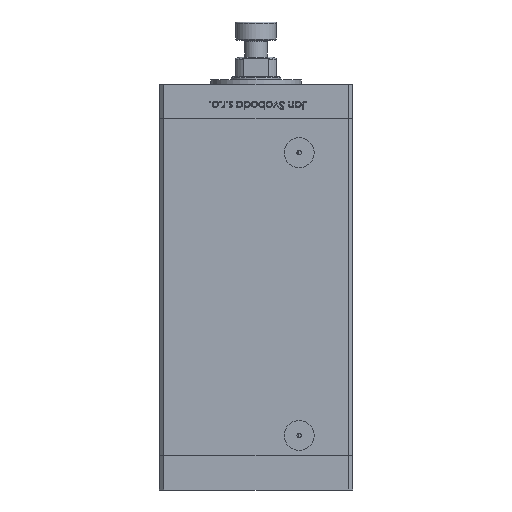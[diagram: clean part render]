
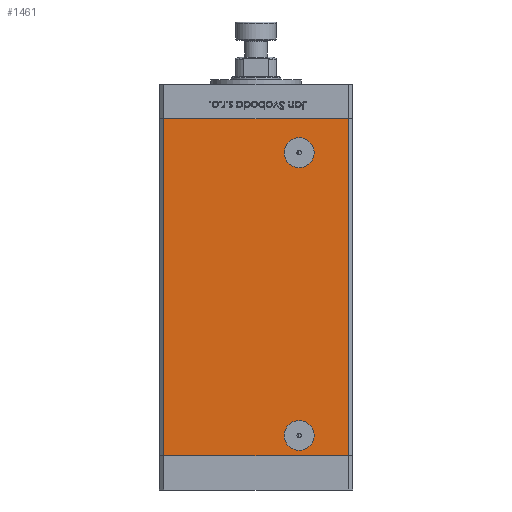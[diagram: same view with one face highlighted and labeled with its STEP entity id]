
A CAD part, front view. The second image highlights one B-rep face of the part: STEP entity #1461.
In plain terms, the highlighted planar face has unit normal (0, -1, 0).
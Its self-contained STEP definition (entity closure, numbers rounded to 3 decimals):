
#163 = DIRECTION ( 'NONE',  ( 0., 0., -1. ) ) ;
#424 = VECTOR ( 'NONE', #9339, 1000. ) ;
#506 = CARTESIAN_POINT ( 'NONE',  ( -40.5, -37.5, 148.5 ) ) ;
#1279 = EDGE_CURVE ( 'NONE', #4687, #4495, #2695, .T. ) ;
#1336 = LINE ( 'NONE', #9074, #424 ) ;
#1461 = ADVANCED_FACE ( 'NONE', ( #25531, #49290, #4252 ), #29009, .F. ) ;
#2432 = DIRECTION ( 'NONE',  ( 1., 0., 0. ) ) ;
#2695 = LINE ( 'NONE', #10419, #50781 ) ;
#4252 = FACE_BOUND ( 'NONE', #34772, .T. ) ;
#4495 = VERTEX_POINT ( 'NONE', #52062 ) ;
#4687 = VERTEX_POINT ( 'NONE', #34661 ) ;
#4797 = EDGE_LOOP ( 'NONE', ( #40037, #20847, #27417, #21098 ) ) ;
#5250 = DIRECTION ( 'NONE',  ( 0., 0., -1. ) ) ;
#6851 = DIRECTION ( 'NONE',  ( 0., 0., -1. ) ) ;
#7498 = AXIS2_PLACEMENT_3D ( 'NONE', #40723, #28708, #21255 ) ;
#7858 = LINE ( 'NONE', #28611, #34432 ) ;
#8214 = EDGE_CURVE ( 'NONE', #17280, #41914, #25235, .T. ) ;
#8279 = CIRCLE ( 'NONE', #51713, 6.58 ) ;
#9074 = CARTESIAN_POINT ( 'NONE',  ( 40.5, -37.5, 148.5 ) ) ;
#9229 = CIRCLE ( 'NONE', #16883, 6.58 ) ;
#9256 = DIRECTION ( 'NONE',  ( 0., 1., 0. ) ) ;
#9339 = DIRECTION ( 'NONE',  ( 0., 0., -1. ) ) ;
#10330 = EDGE_CURVE ( 'NONE', #28082, #31976, #38969, .T. ) ;
#10419 = CARTESIAN_POINT ( 'NONE',  ( -40.5, -37.5, 0. ) ) ;
#11485 = CARTESIAN_POINT ( 'NONE',  ( 19., -37.5, 126.92 ) ) ;
#11953 = CARTESIAN_POINT ( 'NONE',  ( 19., -37.5, 9. ) ) ;
#12436 = AXIS2_PLACEMENT_3D ( 'NONE', #506, #33001, #29270 ) ;
#16883 = AXIS2_PLACEMENT_3D ( 'NONE', #17259, #18847, #6851 ) ;
#17259 = CARTESIAN_POINT ( 'NONE',  ( 19., -37.5, 9. ) ) ;
#17280 = VERTEX_POINT ( 'NONE', #25841 ) ;
#18847 = DIRECTION ( 'NONE',  ( 0., -1., 0. ) ) ;
#20405 = LINE ( 'NONE', #36660, #30648 ) ;
#20723 = DIRECTION ( 'NONE',  ( 0., 0., -1. ) ) ;
#20847 = ORIENTED_EDGE ( 'NONE', *, *, #52695, .F. ) ;
#21098 = ORIENTED_EDGE ( 'NONE', *, *, #30764, .T. ) ;
#21255 = DIRECTION ( 'NONE',  ( 0., 0., -1. ) ) ;
#22275 = EDGE_CURVE ( 'NONE', #31976, #28082, #8279, .T. ) ;
#22289 = CARTESIAN_POINT ( 'NONE',  ( 19., -37.5, 133.5 ) ) ;
#24367 = VERTEX_POINT ( 'NONE', #38213 ) ;
#24804 = CARTESIAN_POINT ( 'NONE',  ( 19., -37.5, 140.08 ) ) ;
#25235 = CIRCLE ( 'NONE', #43148, 6.58 ) ;
#25380 = EDGE_CURVE ( 'NONE', #41914, #17280, #9229, .T. ) ;
#25531 = FACE_BOUND ( 'NONE', #40935, .T. ) ;
#25841 = CARTESIAN_POINT ( 'NONE',  ( 19., -37.5, 15.58 ) ) ;
#25893 = ORIENTED_EDGE ( 'NONE', *, *, #8214, .F. ) ;
#27417 = ORIENTED_EDGE ( 'NONE', *, *, #51193, .F. ) ;
#28082 = VERTEX_POINT ( 'NONE', #11485 ) ;
#28611 = CARTESIAN_POINT ( 'NONE',  ( -40.5, -37.5, 148.5 ) ) ;
#28708 = DIRECTION ( 'NONE',  ( 0., 1., 0. ) ) ;
#29009 = PLANE ( 'NONE',  #12436 ) ;
#29270 = DIRECTION ( 'NONE',  ( 0., 0., 1. ) ) ;
#30648 = VECTOR ( 'NONE', #163, 1000. ) ;
#30754 = ORIENTED_EDGE ( 'NONE', *, *, #10330, .T. ) ;
#30764 = EDGE_CURVE ( 'NONE', #31277, #4687, #20405, .T. ) ;
#31277 = VERTEX_POINT ( 'NONE', #49004 ) ;
#31976 = VERTEX_POINT ( 'NONE', #24804 ) ;
#33001 = DIRECTION ( 'NONE',  ( 0., 1., 0. ) ) ;
#34432 = VECTOR ( 'NONE', #45145, 1000. ) ;
#34661 = CARTESIAN_POINT ( 'NONE',  ( -40.5, -37.5, 0. ) ) ;
#34772 = EDGE_LOOP ( 'NONE', ( #30754, #41181 ) ) ;
#36660 = CARTESIAN_POINT ( 'NONE',  ( -40.5, -37.5, 148.5 ) ) ;
#37300 = CARTESIAN_POINT ( 'NONE',  ( 19., -37.5, 2.42 ) ) ;
#37357 = ORIENTED_EDGE ( 'NONE', *, *, #25380, .F. ) ;
#38213 = CARTESIAN_POINT ( 'NONE',  ( 40.5, -37.5, 148.5 ) ) ;
#38969 = CIRCLE ( 'NONE', #7498, 6.58 ) ;
#40037 = ORIENTED_EDGE ( 'NONE', *, *, #1279, .T. ) ;
#40723 = CARTESIAN_POINT ( 'NONE',  ( 19., -37.5, 133.5 ) ) ;
#40935 = EDGE_LOOP ( 'NONE', ( #37357, #25893 ) ) ;
#40989 = DIRECTION ( 'NONE',  ( 0., -1., 0. ) ) ;
#41181 = ORIENTED_EDGE ( 'NONE', *, *, #22275, .T. ) ;
#41914 = VERTEX_POINT ( 'NONE', #37300 ) ;
#43148 = AXIS2_PLACEMENT_3D ( 'NONE', #11953, #40989, #20723 ) ;
#45145 = DIRECTION ( 'NONE',  ( 1., 0., 0. ) ) ;
#49004 = CARTESIAN_POINT ( 'NONE',  ( -40.5, -37.5, 148.5 ) ) ;
#49290 = FACE_OUTER_BOUND ( 'NONE', #4797, .T. ) ;
#50781 = VECTOR ( 'NONE', #2432, 1000. ) ;
#51193 = EDGE_CURVE ( 'NONE', #31277, #24367, #7858, .T. ) ;
#51713 = AXIS2_PLACEMENT_3D ( 'NONE', #22289, #9256, #5250 ) ;
#52062 = CARTESIAN_POINT ( 'NONE',  ( 40.5, -37.5, 0. ) ) ;
#52695 = EDGE_CURVE ( 'NONE', #24367, #4495, #1336, .T. ) ;
